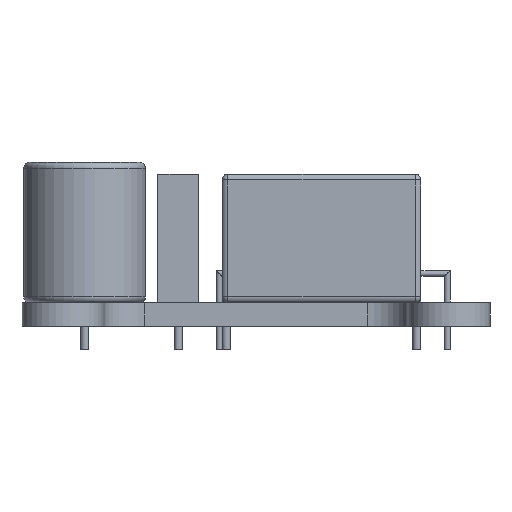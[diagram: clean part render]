
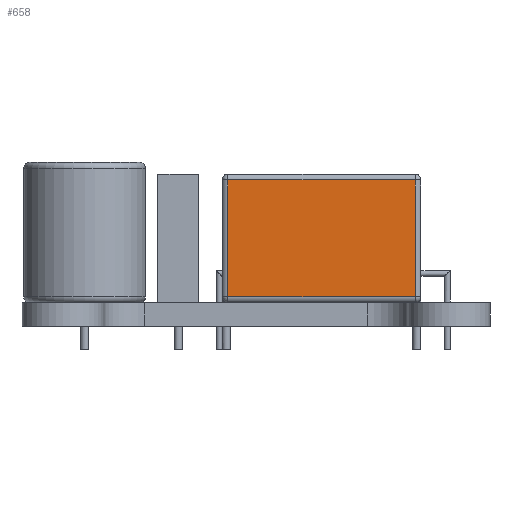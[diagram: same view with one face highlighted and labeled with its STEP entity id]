
A CAD part, left-side view. The second image highlights one B-rep face of the part: STEP entity #658.
In plain terms, the highlighted planar face has unit normal (-1, 0, 0).
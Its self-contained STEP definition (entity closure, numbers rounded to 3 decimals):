
#658=ADVANCED_FACE('',(#1046),#1048,.T.);
#1046=FACE_BOUND('',#1047,.T.);
#1047=EDGE_LOOP('',(#1598,#1599,#1600,#1601));
#1048=PLANE('',#1049);
#1049=AXIS2_PLACEMENT_3D('',#1050,#1051,#1052);
#1050=CARTESIAN_POINT('',(-3.6,8.5,0.));
#1051=DIRECTION('',(-1.,0.,0.));
#1052=DIRECTION('',(0.,-1.,0.));
#1598=ORIENTED_EDGE('',*,*,#1841,.T.);
#1599=ORIENTED_EDGE('',*,*,#1842,.T.);
#1600=ORIENTED_EDGE('',*,*,#1843,.F.);
#1601=ORIENTED_EDGE('',*,*,#1844,.F.);
#1841=EDGE_CURVE('',#2065,#2066,#2067,.T.);
#1842=EDGE_CURVE('',#2066,#2068,#2069,.T.);
#1843=EDGE_CURVE('',#2070,#2068,#2071,.T.);
#1844=EDGE_CURVE('',#2065,#2070,#2072,.T.);
#2065=VERTEX_POINT('',#2523);
#2066=VERTEX_POINT('',#2524);
#2067=LINE('',#2525,#2526);
#2068=VERTEX_POINT('',#2528);
#2069=LINE('',#2529,#2530);
#2070=VERTEX_POINT('',#2532);
#2071=LINE('',#2533,#2534);
#2072=LINE('',#2536,#2537);
#2523=CARTESIAN_POINT('',(-3.6,8.,0.5));
#2524=CARTESIAN_POINT('',(-3.6,-8.,0.5));
#2525=CARTESIAN_POINT('',(-3.6,8.,0.5));
#2526=VECTOR('',#2527,1.);
#2527=DIRECTION('',(0.,-1.,0.));
#2528=CARTESIAN_POINT('',(-3.6,-8.,10.5));
#2529=CARTESIAN_POINT('',(-3.6,-8.,0.5));
#2530=VECTOR('',#2531,1.);
#2531=DIRECTION('',(0.,0.,1.));
#2532=CARTESIAN_POINT('',(-3.6,8.,10.5));
#2533=CARTESIAN_POINT('',(-3.6,8.,10.5));
#2534=VECTOR('',#2535,1.);
#2535=DIRECTION('',(0.,-1.,0.));
#2536=CARTESIAN_POINT('',(-3.6,8.,0.5));
#2537=VECTOR('',#2538,1.);
#2538=DIRECTION('',(0.,0.,1.));
